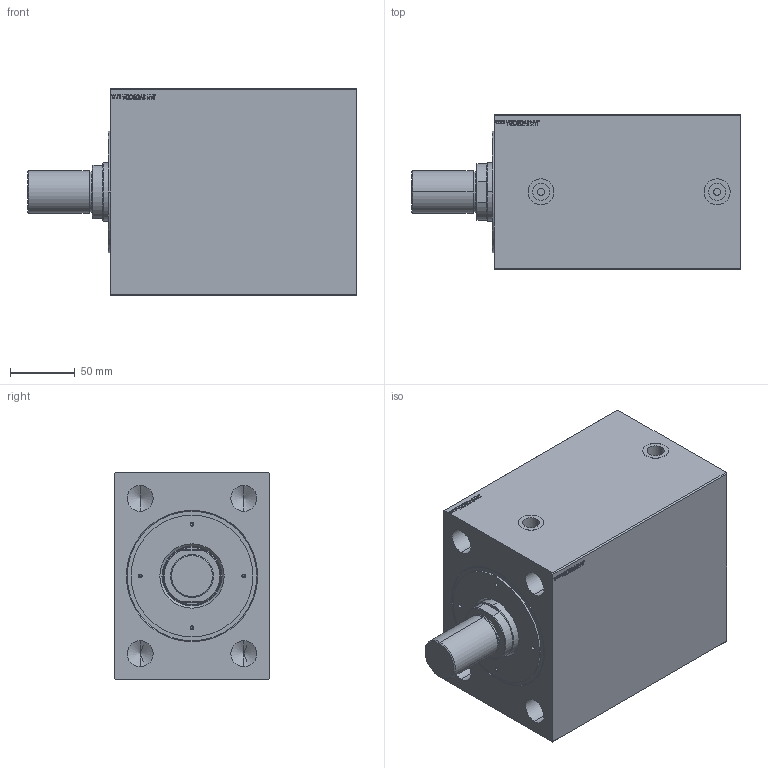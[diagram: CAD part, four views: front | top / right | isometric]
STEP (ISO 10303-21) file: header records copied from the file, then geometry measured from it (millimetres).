
FILE_DESCRIPTION (( 'STEP AP203' ), '1' );
FILE_NAME ('d304.STEP', '2024-02-11T19:09:06', ( '' ), ( '' ), 'SwSTEP 2.0', 'SolidWorks 2019', '' );
FILE_SCHEMA (( 'CONFIG_CONTROL_DESIGN' ));
Length unit declared in the file: millimetre
Products named in the file (5): d304; V500CZ_VNIT豊蚠攘ST efb985c64761b45dc1bee39308102e4e; V500CZ_MALE_METRIC efb985c64761b45dc1bee39308102e4e; V500CZ efb985c64761b45dc1bee39308102e4e; V500CZ_B_VC efb985c64761b45dc1bee39308102e4e
Assembly tree (4 placements, depth 2):
  d304
    V500CZ efb985c64761b45dc1bee39308102e4e
    V500CZ_VNIT豊蚠攘ST efb985c64761b45dc1bee39308102e4e
    V500CZ_MALE_METRIC efb985c64761b45dc1bee39308102e4e
    V500CZ_B_VC efb985c64761b45dc1bee39308102e4e
Bounding box: 254 x 120 x 160 mm (x, y, z)
Volume: 3329900.7 mm3; surface area: 273767.7 mm2
Topology: 4 solids, 4 shells, 887 faces, 2262 edges, 1479 vertices
Faces by surface type: plane 403, bspline 380, cylinder 62, cone 40, torus 2
Entity records: 44461 total; most frequent: CARTESIAN_POINT 25097, ORIENTED_EDGE 4472, DIRECTION 2644, EDGE_CURVE 2236, VERTEX_POINT 1479, VECTOR 1328, LINE 1328, EDGE_LOOP 1011
